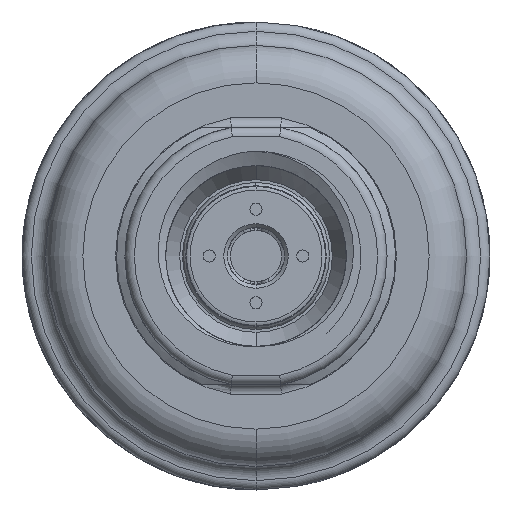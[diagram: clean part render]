
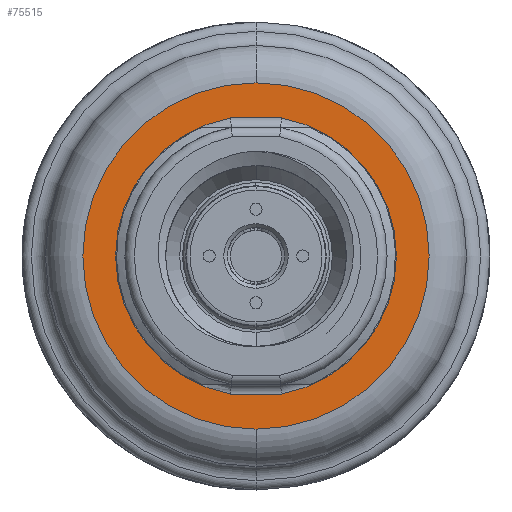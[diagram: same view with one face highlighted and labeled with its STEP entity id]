
A CAD part, front view. The second image highlights one B-rep face of the part: STEP entity #75515.
In plain terms, the highlighted planar face has unit normal (0, -1, 0).
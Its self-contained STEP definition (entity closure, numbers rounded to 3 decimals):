
#51288=CARTESIAN_POINT('',(0.,-3.,0.));
#51289=DIRECTION('',(0.,-1.,0.));
#51290=DIRECTION('',(-0.182,0.,0.983));
#51291=AXIS2_PLACEMENT_3D('',#51288,#51289,#51290);
#51293=DIRECTION('',(1.,0.,0.));
#51294=VECTOR('',#51293,5.454);
#51295=CARTESIAN_POINT('',(-2.727,-3.,-14.75));
#51296=LINE('',#51295,#51294);
#51297=CARTESIAN_POINT('',(0.,-3.,0.));
#51298=DIRECTION('',(0.,-1.,0.));
#51299=DIRECTION('',(0.182,0.,-0.983));
#51300=AXIS2_PLACEMENT_3D('',#51297,#51298,#51299);
#51302=DIRECTION('',(-1.,0.,0.));
#51303=VECTOR('',#51302,5.454);
#51304=CARTESIAN_POINT('',(2.727,-3.,14.75));
#51305=LINE('',#51304,#51303);
#51306=CARTESIAN_POINT('',(0.,-3.,0.));
#51307=DIRECTION('',(0.,-1.,0.));
#51308=DIRECTION('',(0.,0.,-1.));
#51309=AXIS2_PLACEMENT_3D('',#51306,#51307,#51308);
#51311=CARTESIAN_POINT('',(0.,-3.,0.));
#51312=DIRECTION('',(0.,-1.,0.));
#51313=DIRECTION('',(0.,0.,1.));
#51314=AXIS2_PLACEMENT_3D('',#51311,#51312,#51313);
#54488=CARTESIAN_POINT('',(-2.727,-3.,14.75));
#54489=CARTESIAN_POINT('',(-2.727,-3.,-14.75));
#54490=VERTEX_POINT('',#54488);
#54491=VERTEX_POINT('',#54489);
#54496=CARTESIAN_POINT('',(2.727,-3.,-14.75));
#54497=CARTESIAN_POINT('',(2.727,-3.,14.75));
#54498=VERTEX_POINT('',#54496);
#54499=VERTEX_POINT('',#54497);
#54856=CARTESIAN_POINT('',(0.,-3.,-18.5));
#54857=CARTESIAN_POINT('',(0.,-3.,18.5));
#54858=VERTEX_POINT('',#54856);
#54859=VERTEX_POINT('',#54857);
#75496=CARTESIAN_POINT('',(0.,-3.,0.));
#75497=DIRECTION('',(0.,-1.,0.));
#75498=DIRECTION('',(0.,0.,1.));
#75499=AXIS2_PLACEMENT_3D('',#75496,#75497,#75498);
#75500=PLANE('',#75499);
#75502=ORIENTED_EDGE('',*,*,#75501,.F.);
#75504=ORIENTED_EDGE('',*,*,#75503,.F.);
#75505=EDGE_LOOP('',(#75502,#75504));
#75506=FACE_OUTER_BOUND('',#75505,.F.);
#75508=ORIENTED_EDGE('',*,*,#75507,.T.);
#75509=ORIENTED_EDGE('',*,*,#75474,.T.);
#75510=ORIENTED_EDGE('',*,*,#75487,.T.);
#75512=ORIENTED_EDGE('',*,*,#75511,.T.);
#75513=EDGE_LOOP('',(#75508,#75509,#75510,#75512));
#75514=FACE_BOUND('',#75513,.F.);
#51292=CIRCLE('',#51291,15.);
#51301=CIRCLE('',#51300,15.);
#51310=CIRCLE('',#51309,18.5);
#51315=CIRCLE('',#51314,18.5);
#75474=EDGE_CURVE('',#54491,#54498,#51296,.T.);
#75487=EDGE_CURVE('',#54498,#54499,#51301,.T.);
#75501=EDGE_CURVE('',#54858,#54859,#51310,.T.);
#75503=EDGE_CURVE('',#54859,#54858,#51315,.T.);
#75507=EDGE_CURVE('',#54490,#54491,#51292,.T.);
#75511=EDGE_CURVE('',#54499,#54490,#51305,.T.);
#75515=ADVANCED_FACE('',(#75506,#75514),#75500,.T.);
